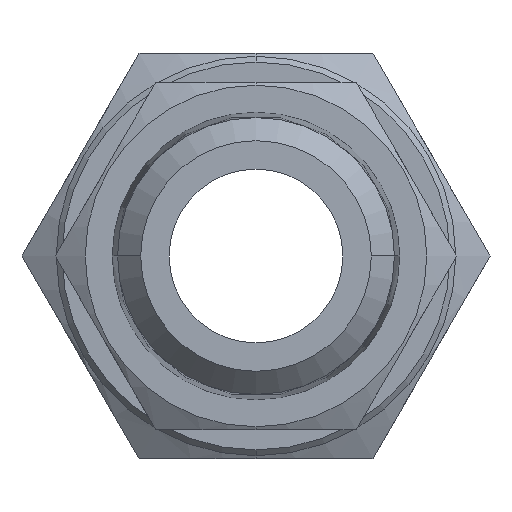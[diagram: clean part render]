
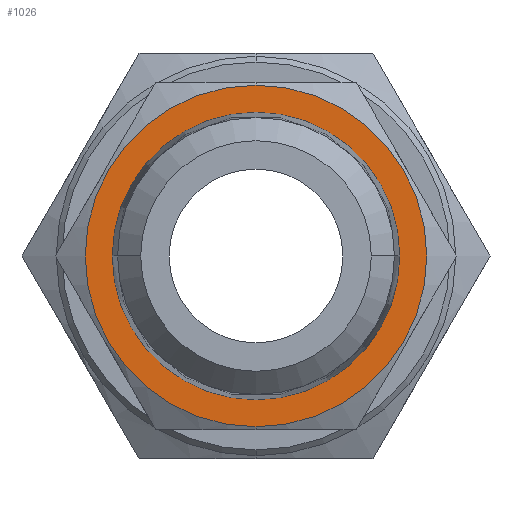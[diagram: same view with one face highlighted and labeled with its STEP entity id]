
A CAD part, front view. The second image highlights one B-rep face of the part: STEP entity #1026.
In plain terms, the highlighted planar face has unit normal (0, -1, 0).
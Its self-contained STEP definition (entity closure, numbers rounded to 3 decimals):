
#38 = AXIS2_PLACEMENT_3D ( 'NONE', #367, #368, #369 ) ;
#366 = PLANE ( 'NONE',  #38 ) ;
#367 = CARTESIAN_POINT ( 'NONE',  ( 4.967, 8., 0. ) ) ;
#368 = DIRECTION ( 'NONE',  ( 0., 1., 0. ) ) ;
#369 = DIRECTION ( 'NONE',  ( -1., 0., 0. ) ) ;
#456 = VERTEX_POINT ( 'NONE', #659 ) ;
#457 = VERTEX_POINT ( 'NONE', #660 ) ;
#460 = VERTEX_POINT ( 'NONE', #663 ) ;
#461 = VERTEX_POINT ( 'NONE', #664 ) ;
#534 = AXIS2_PLACEMENT_3D ( 'NONE', #908, #909, #910 ) ;
#536 = CIRCLE ( 'NONE', #534, 5.9 ) ;
#542 = AXIS2_PLACEMENT_3D ( 'NONE', #894, #895, #896 ) ;
#557 = CIRCLE ( 'NONE', #542, 4.967 ) ;
#576 = AXIS2_PLACEMENT_3D ( 'NONE', #799, #800, #801 ) ;
#577 = CIRCLE ( 'NONE', #576, 4.967 ) ;
#583 = AXIS2_PLACEMENT_3D ( 'NONE', #790, #791, #792 ) ;
#586 = CIRCLE ( 'NONE', #583, 5.9 ) ;
#659 = CARTESIAN_POINT ( 'NONE',  ( 4.967, 8., 0. ) ) ;
#660 = CARTESIAN_POINT ( 'NONE',  ( -4.967, 8., 0. ) ) ;
#663 = CARTESIAN_POINT ( 'NONE',  ( 0., 8., -5.9 ) ) ;
#664 = CARTESIAN_POINT ( 'NONE',  ( 0., 8., 5.9 ) ) ;
#790 = CARTESIAN_POINT ( 'NONE',  ( 0., 8., 0. ) ) ;
#791 = DIRECTION ( 'NONE',  ( 0., -1., 0. ) ) ;
#792 = DIRECTION ( 'NONE',  ( -1., 0., 0. ) ) ;
#799 = CARTESIAN_POINT ( 'NONE',  ( 0., 8., 0. ) ) ;
#800 = DIRECTION ( 'NONE',  ( 0., -1., 0. ) ) ;
#801 = DIRECTION ( 'NONE',  ( 1., 0., 0. ) ) ;
#894 = CARTESIAN_POINT ( 'NONE',  ( 0., 8., 0. ) ) ;
#895 = DIRECTION ( 'NONE',  ( 0., -1., 0. ) ) ;
#896 = DIRECTION ( 'NONE',  ( 1., 0., 0. ) ) ;
#908 = CARTESIAN_POINT ( 'NONE',  ( 0., 8., 0. ) ) ;
#909 = DIRECTION ( 'NONE',  ( 0., -1., 0. ) ) ;
#910 = DIRECTION ( 'NONE',  ( -1., 0., 0. ) ) ;
#960 = EDGE_CURVE ( 'NONE', #461, #460, #586, .T. ) ;
#963 = EDGE_CURVE ( 'NONE', #457, #456, #577, .T. ) ;
#986 = EDGE_CURVE ( 'NONE', #456, #457, #557, .T. ) ;
#992 = EDGE_CURVE ( 'NONE', #460, #461, #536, .T. ) ;
#1026 = ADVANCED_FACE ( 'NONE', ( #1535, #1536 ), #366, .F. ) ;
#1294 = ORIENTED_EDGE ( 'NONE', *, *, #986, .F. ) ;
#1295 = ORIENTED_EDGE ( 'NONE', *, *, #963, .F. ) ;
#1296 = ORIENTED_EDGE ( 'NONE', *, *, #992, .T. ) ;
#1297 = ORIENTED_EDGE ( 'NONE', *, *, #960, .T. ) ;
#1408 = EDGE_LOOP ( 'NONE', ( #1295, #1294 ) ) ;
#1409 = EDGE_LOOP ( 'NONE', ( #1297, #1296 ) ) ;
#1535 = FACE_OUTER_BOUND ( 'NONE', #1409, .T. ) ;
#1536 = FACE_BOUND ( 'NONE', #1408, .T. ) ;
